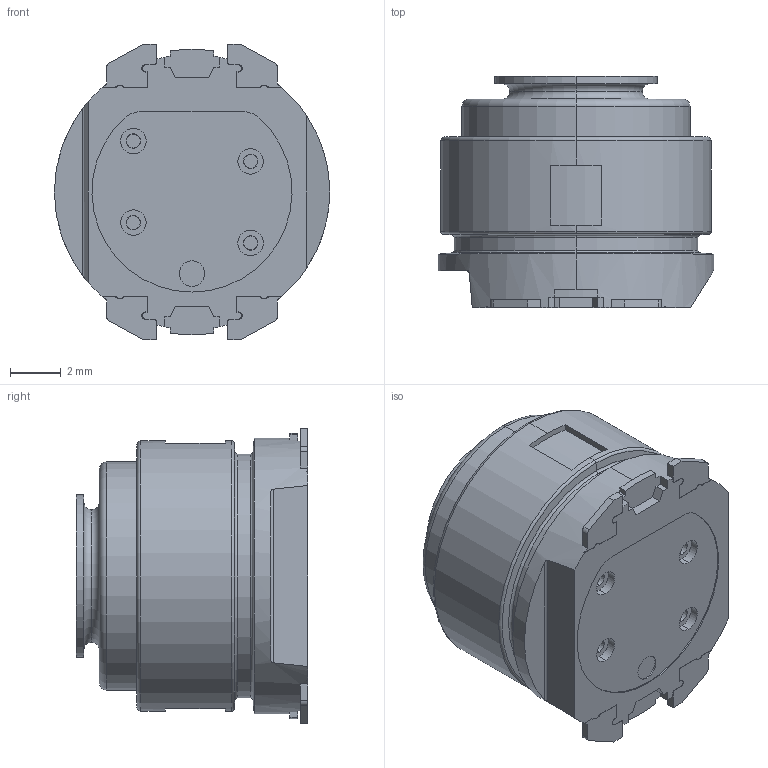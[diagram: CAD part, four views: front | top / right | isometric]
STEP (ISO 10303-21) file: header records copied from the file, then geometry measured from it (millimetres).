
FILE_DESCRIPTION (( 'STEP AP203' ), '1' );
FILE_NAME ('2103M-003-CKN10790CT-ND_Push_Button.STEP', '2025-01-22T07:29:30', ( '' ), ( '' ), 'SwSTEP 2.0', 'SolidWorks 2024', '' );
FILE_SCHEMA (( 'CONFIG_CONTROL_DESIGN' ));
Length unit declared in the file: inch
Products named in the file (1): 2103M-003-CKN10790CT-ND_Push_Button
Bounding box: 10.8 x 9.08 x 11.6 mm (x, y, z)
Volume: 685.6 mm3; surface area: 524 mm2
Topology: 1 solids, 1 shells, 218 faces, 589 edges, 386 vertices
Faces by surface type: plane 121, cylinder 71, torus 14, cone 12
Entity records: 6995 total; most frequent: DIRECTION 1247, CARTESIAN_POINT 1225, ORIENTED_EDGE 1178, EDGE_CURVE 589, AXIS2_PLACEMENT_3D 444, VERTEX_POINT 386, VECTOR 359, LINE 359
